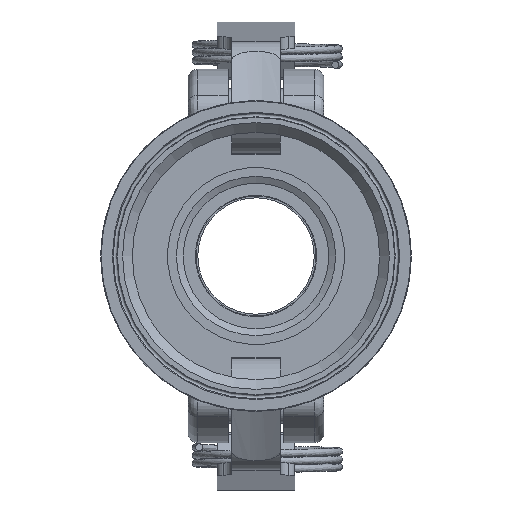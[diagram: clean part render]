
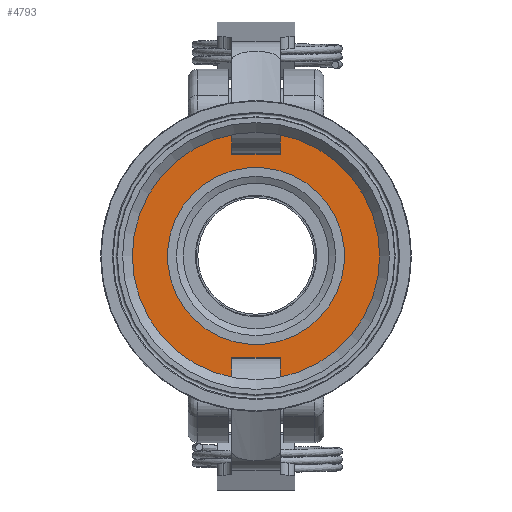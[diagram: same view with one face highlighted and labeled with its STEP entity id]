
A CAD part, left-side view. The second image highlights one B-rep face of the part: STEP entity #4793.
In plain terms, the highlighted planar face has unit normal (-1, 0, 0).
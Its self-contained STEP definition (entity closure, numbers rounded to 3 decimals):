
#884=PLANE('',#5222);
#942=FACE_BOUND('',#1392,.T.);
#1120=FACE_OUTER_BOUND('',#1391,.T.);
#1391=EDGE_LOOP('',(#3849));
#1392=EDGE_LOOP('',(#3850));
#1644=CIRCLE('',#5223,26.75);
#1645=CIRCLE('',#5224,18.25);
#2114=VERTEX_POINT('',#8732);
#2115=VERTEX_POINT('',#8734);
#2730=EDGE_CURVE('',#2114,#2114,#1644,.T.);
#2731=EDGE_CURVE('',#2115,#2115,#1645,.T.);
#3849=ORIENTED_EDGE('',*,*,#2730,.T.);
#3850=ORIENTED_EDGE('',*,*,#2731,.T.);
#4793=ADVANCED_FACE('',(#1120,#942),#884,.T.);
#5222=AXIS2_PLACEMENT_3D('',#8731,#6271,#6272);
#5223=AXIS2_PLACEMENT_3D('',#8733,#6273,#6274);
#5224=AXIS2_PLACEMENT_3D('',#8735,#6275,#6276);
#6271=DIRECTION('center_axis',(-1.,0.,0.));
#6272=DIRECTION('ref_axis',(0.,0.433,0.901));
#6273=DIRECTION('center_axis',(-1.,0.,0.));
#6274=DIRECTION('ref_axis',(0.,-0.901,0.433));
#6275=DIRECTION('center_axis',(1.,0.,0.));
#6276=DIRECTION('ref_axis',(0.,-0.901,0.433));
#8731=CARTESIAN_POINT('Origin',(16.,0.,0.));
#8732=CARTESIAN_POINT('',(16.,24.115,-11.578));
#8733=CARTESIAN_POINT('Origin',(16.,0.,0.));
#8734=CARTESIAN_POINT('',(16.,16.452,-7.899));
#8735=CARTESIAN_POINT('Origin',(16.,0.,0.));
